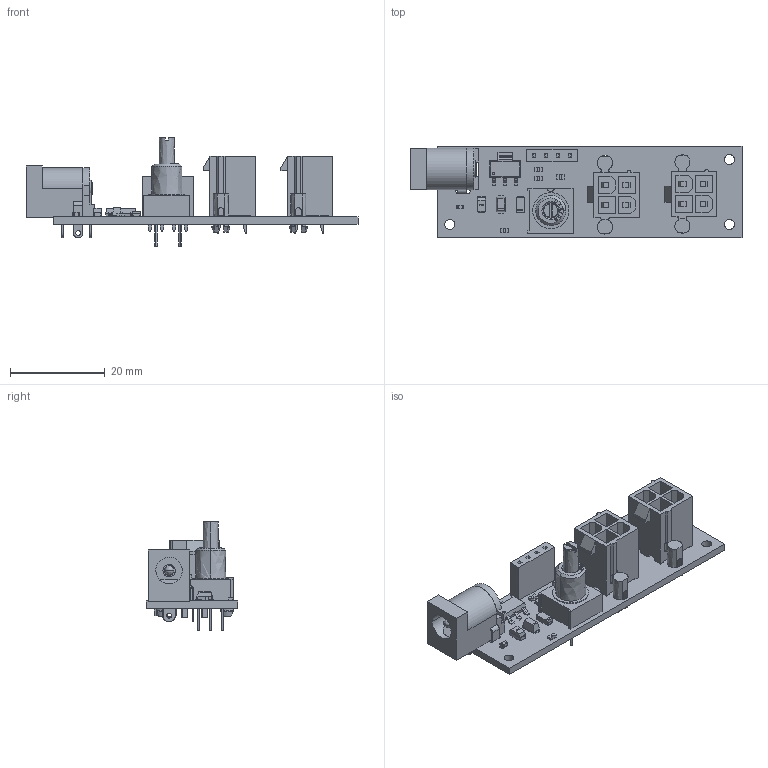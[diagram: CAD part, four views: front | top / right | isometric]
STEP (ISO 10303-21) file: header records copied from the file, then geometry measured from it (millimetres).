
FILE_DESCRIPTION(('KiCad electronic assembly'),'2;1');
FILE_NAME('L0003-Wheatstone-Bridge.step','2022-07-03T20:35:33',('Pcbnew' ),('Kicad'),'Open CASCADE STEP processor 7.5', 'KiCad to STEP converter','Unknown');
FILE_SCHEMA(('AUTOMOTIVE_DESIGN { 1 0 10303 214 1 1 1 1 }'));
Length unit declared in the file: millimetre
Products named in the file (22): L0003-Wheatstone-Bridge 1; CAP_CL10_SAM; COMPOUND; partno; SML-LX1206GC-TR; EJ508A; STA_RNCP0603_STP; 3310y-001-102l; SOLID; NOPB; 039299043; SM5819PL-TP; Sullins_-_PPTC041LFBN-RC; L0003-Wheatstone-Bridge PCB
Assembly tree (25 placements, depth 3):
  L0003-Wheatstone-Bridge 1
    CAP_CL10_SAM
      COMPOUND
    partno
      COMPOUND
    SML-LX1206GC-TR
      COMPOUND
    EJ508A
      COMPOUND
    STA_RNCP0603_STP  x4
      COMPOUND
    3310y-001-102l
      SOLID
    NOPB
      COMPOUND
    039299043  x2
      COMPOUND
    SM5819PL-TP
      COMPOUND
    Sullins_-_PPTC041LFBN-RC
      SOLID
    L0003-Wheatstone-Bridge PCB
Bounding box: 70.12 x 19.3 x 23.18 mm (x, y, z)
Volume: 5496.1 mm3; surface area: 8563.7 mm2
Topology: 46 solids, 46 shells, 1048 faces, 2697 edges, 1815 vertices
Faces by surface type: bspline 1008, cylinder 28, plane 12
Full cylindrical faces by diameter (mm): 0.76 x3, 1.07 x4, 1.4 x8, 2.1 x3, 3 x4
Entity records: 50817 total; most frequent: CARTESIAN_POINT 20335, B_SPLINE_CURVE_WITH_KNOTS 5638, ORIENTED_EDGE 4192, PCURVE 4192, DEFINITIONAL_REPRESENTATION 4192, EDGE_CURVE 2096, SURFACE_CURVE 2074, VERTEX_POINT 1383
